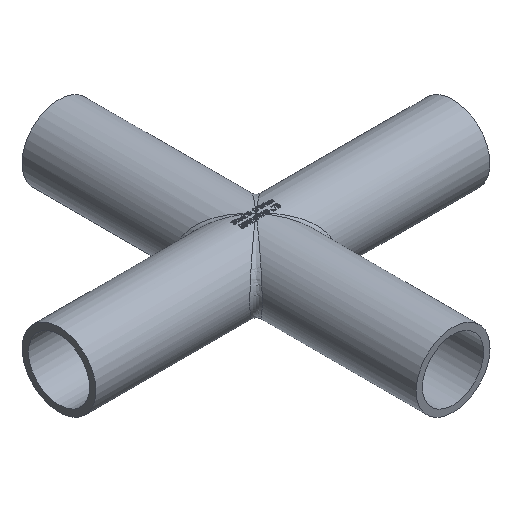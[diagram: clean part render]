
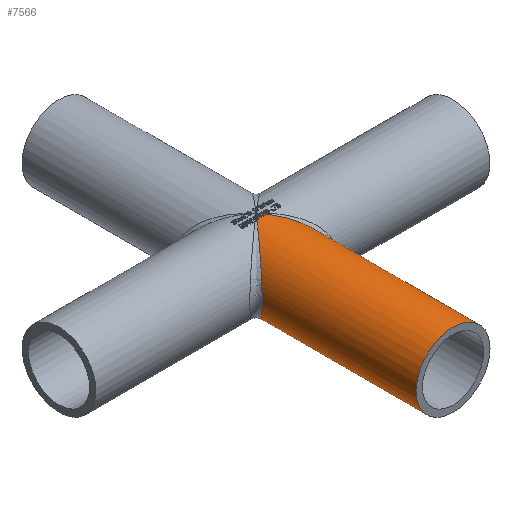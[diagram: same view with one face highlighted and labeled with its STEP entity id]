
A CAD part, isometric view. The second image highlights one B-rep face of the part: STEP entity #7566.
In plain terms, the highlighted cylindrical face has radius 9.525 mm (diameter 19.05 mm), a full revolution.
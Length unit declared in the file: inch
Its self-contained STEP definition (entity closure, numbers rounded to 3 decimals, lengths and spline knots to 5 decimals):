
#45=FACE_BOUND('',#2135,.T.);
#1220=CIRCLE('',#7824,0.375);
#1222=CIRCLE('',#7900,0.375);
#1225=CIRCLE('',#7923,0.375);
#1227=CIRCLE('',#7932,0.375);
#1240=CIRCLE('',#8045,0.375);
#1292=CYLINDRICAL_SURFACE('',#8049,0.375);
#1697=FACE_OUTER_BOUND('',#2134,.T.);
#2134=EDGE_LOOP('',(#6822,#6823,#6824,#6825,#6826,#6827,#6828,#6829,#6830,
#6831,#6832,#6833,#6834,#6835,#6836,#6837,#6838));
#2135=EDGE_LOOP('',(#6839));
#2177=ELLIPSE('',#7818,1.51615,0.375);
#2223=ELLIPSE('',#7898,1.57517,0.375);
#2224=ELLIPSE('',#7902,1.53912,0.375);
#2227=ELLIPSE('',#7906,1.51615,0.375);
#2236=ELLIPSE('',#7926,1.61783,0.375);
#2238=ELLIPSE('',#7929,1.57517,0.375);
#2243=ELLIPSE('',#7938,1.53912,0.375);
#2277=ELLIPSE('',#8005,0.57622,0.375);
#2278=ELLIPSE('',#8006,0.57622,0.375);
#2281=ELLIPSE('',#8009,0.57622,0.375);
#2286=ELLIPSE('',#8016,0.57622,0.375);
#2287=ELLIPSE('',#8017,0.57622,0.375);
#2290=ELLIPSE('',#8020,0.57622,0.375);
#3257=VERTEX_POINT('',#15148);
#3258=VERTEX_POINT('',#15155);
#3262=VERTEX_POINT('',#15181);
#3334=VERTEX_POINT('',#15518);
#3335=VERTEX_POINT('',#15532);
#3336=VERTEX_POINT('',#15536);
#3337=VERTEX_POINT('',#15540);
#3341=VERTEX_POINT('',#15554);
#3342=VERTEX_POINT('',#15561);
#3361=VERTEX_POINT('',#15632);
#3363=VERTEX_POINT('',#15638);
#3365=VERTEX_POINT('',#15644);
#3367=VERTEX_POINT('',#15650);
#3374=VERTEX_POINT('',#15672);
#3460=VERTEX_POINT('',#16572);
#3462=VERTEX_POINT('',#16737);
#3463=VERTEX_POINT('',#16885);
#3468=VERTEX_POINT('',#17039);
#4278=EDGE_CURVE('',#3258,#3257,#2177,.T.);
#4285=EDGE_CURVE('',#3262,#3258,#1220,.T.);
#4388=EDGE_CURVE('',#3335,#3334,#2223,.T.);
#4390=EDGE_CURVE('',#3336,#3335,#1222,.T.);
#4392=EDGE_CURVE('',#3337,#3336,#2224,.T.);
#4397=EDGE_CURVE('',#3342,#3341,#2227,.T.);
#4422=EDGE_CURVE('',#3361,#3342,#1225,.T.);
#4425=EDGE_CURVE('',#3363,#3361,#2236,.T.);
#4428=EDGE_CURVE('',#3365,#3363,#2238,.T.);
#4431=EDGE_CURVE('',#3367,#3365,#1227,.T.);
#4439=EDGE_CURVE('',#3374,#3367,#2243,.T.);
#4578=EDGE_CURVE('',#3460,#3462,#2277,.T.);
#4579=EDGE_CURVE('',#3462,#3334,#2278,.T.);
#4582=EDGE_CURVE('',#3337,#3341,#2281,.T.);
#4587=EDGE_CURVE('',#3262,#3463,#2286,.T.);
#4588=EDGE_CURVE('',#3463,#3460,#2287,.T.);
#4591=EDGE_CURVE('',#3374,#3257,#2290,.T.);
#4603=EDGE_CURVE('',#3468,#3468,#1240,.T.);
#6822=ORIENTED_EDGE('',*,*,#4278,.T.);
#6823=ORIENTED_EDGE('',*,*,#4591,.F.);
#6824=ORIENTED_EDGE('',*,*,#4439,.T.);
#6825=ORIENTED_EDGE('',*,*,#4431,.T.);
#6826=ORIENTED_EDGE('',*,*,#4428,.T.);
#6827=ORIENTED_EDGE('',*,*,#4425,.T.);
#6828=ORIENTED_EDGE('',*,*,#4422,.T.);
#6829=ORIENTED_EDGE('',*,*,#4397,.T.);
#6830=ORIENTED_EDGE('',*,*,#4582,.F.);
#6831=ORIENTED_EDGE('',*,*,#4392,.T.);
#6832=ORIENTED_EDGE('',*,*,#4390,.T.);
#6833=ORIENTED_EDGE('',*,*,#4388,.T.);
#6834=ORIENTED_EDGE('',*,*,#4579,.F.);
#6835=ORIENTED_EDGE('',*,*,#4578,.F.);
#6836=ORIENTED_EDGE('',*,*,#4588,.F.);
#6837=ORIENTED_EDGE('',*,*,#4587,.F.);
#6838=ORIENTED_EDGE('',*,*,#4285,.T.);
#6839=ORIENTED_EDGE('',*,*,#4603,.F.);
#7566=ADVANCED_FACE('',(#1697,#45),#1292,.T.);
#7818=AXIS2_PLACEMENT_3D('',#15156,#8898,#8899);
#7824=AXIS2_PLACEMENT_3D('',#15182,#8913,#8914);
#7898=AXIS2_PLACEMENT_3D('',#15533,#9101,#9102);
#7900=AXIS2_PLACEMENT_3D('',#15537,#9106,#9107);
#7902=AXIS2_PLACEMENT_3D('',#15541,#9111,#9112);
#7906=AXIS2_PLACEMENT_3D('',#15562,#9119,#9120);
#7923=AXIS2_PLACEMENT_3D('',#15633,#9162,#9163);
#7926=AXIS2_PLACEMENT_3D('',#15639,#9169,#9170);
#7929=AXIS2_PLACEMENT_3D('',#15645,#9176,#9177);
#7932=AXIS2_PLACEMENT_3D('',#15651,#9183,#9184);
#7938=AXIS2_PLACEMENT_3D('',#15673,#9197,#9198);
#8005=AXIS2_PLACEMENT_3D('',#16738,#9375,#9376);
#8006=AXIS2_PLACEMENT_3D('',#16739,#9377,#9378);
#8009=AXIS2_PLACEMENT_3D('',#16774,#9383,#9384);
#8016=AXIS2_PLACEMENT_3D('',#16886,#9397,#9398);
#8017=AXIS2_PLACEMENT_3D('',#16887,#9399,#9400);
#8020=AXIS2_PLACEMENT_3D('',#16906,#9405,#9406);
#8045=AXIS2_PLACEMENT_3D('',#17040,#9455,#9456);
#8049=AXIS2_PLACEMENT_3D('',#17046,#9463,#9464);
#8898=DIRECTION('center_axis',(-0.969,-0.247,0.));
#8899=DIRECTION('ref_axis',(0.247,-0.969,0.));
#8913=DIRECTION('center_axis',(0.,-1.,0.));
#8914=DIRECTION('ref_axis',(1.,0.,0.));
#9101=DIRECTION('center_axis',(-0.971,-0.238,0.));
#9102=DIRECTION('ref_axis',(0.238,-0.971,0.));
#9106=DIRECTION('center_axis',(0.,-1.,0.));
#9107=DIRECTION('ref_axis',(1.,0.,0.));
#9111=DIRECTION('center_axis',(0.97,-0.244,0.));
#9112=DIRECTION('ref_axis',(0.244,0.97,0.));
#9119=DIRECTION('center_axis',(-0.969,-0.247,0.));
#9120=DIRECTION('ref_axis',(0.247,-0.969,0.));
#9162=DIRECTION('center_axis',(0.,-1.,0.));
#9163=DIRECTION('ref_axis',(1.,0.,0.));
#9169=DIRECTION('center_axis',(0.973,-0.232,0.));
#9170=DIRECTION('ref_axis',(0.232,0.973,0.));
#9176=DIRECTION('center_axis',(-0.971,-0.238,0.));
#9177=DIRECTION('ref_axis',(0.238,-0.971,0.));
#9183=DIRECTION('center_axis',(0.,-1.,0.));
#9184=DIRECTION('ref_axis',(1.,0.,0.));
#9197=DIRECTION('center_axis',(0.97,-0.244,0.));
#9198=DIRECTION('ref_axis',(0.244,0.97,0.));
#9375=DIRECTION('center_axis',(-0.759,0.651,0.));
#9376=DIRECTION('ref_axis',(-0.651,-0.759,0.));
#9377=DIRECTION('center_axis',(-0.759,0.651,0.));
#9378=DIRECTION('ref_axis',(-0.651,-0.759,0.));
#9383=DIRECTION('center_axis',(-0.759,0.651,0.));
#9384=DIRECTION('ref_axis',(-0.651,-0.759,0.));
#9397=DIRECTION('center_axis',(0.759,0.651,0.));
#9398=DIRECTION('ref_axis',(0.651,-0.759,0.));
#9399=DIRECTION('center_axis',(0.759,0.651,0.));
#9400=DIRECTION('ref_axis',(0.651,-0.759,0.));
#9405=DIRECTION('center_axis',(0.759,0.651,0.));
#9406=DIRECTION('ref_axis',(0.651,-0.759,0.));
#9455=DIRECTION('center_axis',(0.,-1.,0.));
#9456=DIRECTION('ref_axis',(-1.,0.,0.));
#9463=DIRECTION('center_axis',(0.,1.,0.));
#9464=DIRECTION('ref_axis',(1.,0.,0.));
#15148=CARTESIAN_POINT('',(0.04627,-0.05398,0.37213));
#15155=CARTESIAN_POINT('',(0.04783,-0.06007,0.37194));
#15156=CARTESIAN_POINT('Origin',(0.,0.12728,
0.));
#15181=CARTESIAN_POINT('',(0.05149,-0.06007,0.37145));
#15182=CARTESIAN_POINT('Origin',(0.,-0.06007,
0.));
#15518=CARTESIAN_POINT('',(-0.04184,-0.04881,0.37266));
#15532=CARTESIAN_POINT('',(-0.03907,-0.06007,0.37296));
#15533=CARTESIAN_POINT('Origin',(0.,-0.21948,
0.));
#15536=CARTESIAN_POINT('',(-0.03236,-0.06007,0.3736));
#15537=CARTESIAN_POINT('Origin',(0.,-0.06007,
0.));
#15540=CARTESIAN_POINT('',(-0.02443,-0.02851,0.3742));
#15541=CARTESIAN_POINT('Origin',(0.,0.06876,
0.));
#15554=CARTESIAN_POINT('',(-0.01796,-0.02095,0.37457));
#15561=CARTESIAN_POINT('',(-0.00797,-0.06007,0.37492));
#15562=CARTESIAN_POINT('Origin',(0.,-0.09129,
0.));
#15632=CARTESIAN_POINT('',(-0.00133,-0.06007,0.375));
#15633=CARTESIAN_POINT('Origin',(0.,-0.06007,
0.));
#15638=CARTESIAN_POINT('',(0.00757,-0.02273,0.37492));
#15639=CARTESIAN_POINT('Origin',(0.,-0.05449,
0.));
#15644=CARTESIAN_POINT('',(0.01672,-0.06007,0.37463));
#15645=CARTESIAN_POINT('Origin',(0.,0.00814,
0.));
#15650=CARTESIAN_POINT('',(0.02343,-0.06007,0.37427));
#15651=CARTESIAN_POINT('Origin',(0.,-0.06007,
0.));
#15672=CARTESIAN_POINT('',(0.02979,-0.03476,0.37381));
#15673=CARTESIAN_POINT('Origin',(0.,-0.15334,
0.));
#16572=CARTESIAN_POINT('',(0.,0.,-0.375));
#16737=CARTESIAN_POINT('',(-0.375,-0.4375,0.));
#16738=CARTESIAN_POINT('Origin',(0.,0.,0.));
#16739=CARTESIAN_POINT('Origin',(0.,0.,0.));
#16774=CARTESIAN_POINT('Origin',(0.,0.,0.));
#16885=CARTESIAN_POINT('',(0.375,-0.4375,0.));
#16886=CARTESIAN_POINT('Origin',(0.,0.,0.));
#16887=CARTESIAN_POINT('Origin',(0.,0.,0.));
#16906=CARTESIAN_POINT('Origin',(0.,0.,0.));
#17039=CARTESIAN_POINT('',(0.375,-2.0005,0.));
#17040=CARTESIAN_POINT('Origin',(0.,-2.0005,0.));
#17046=CARTESIAN_POINT('Origin',(0.,-0.4375,0.));
